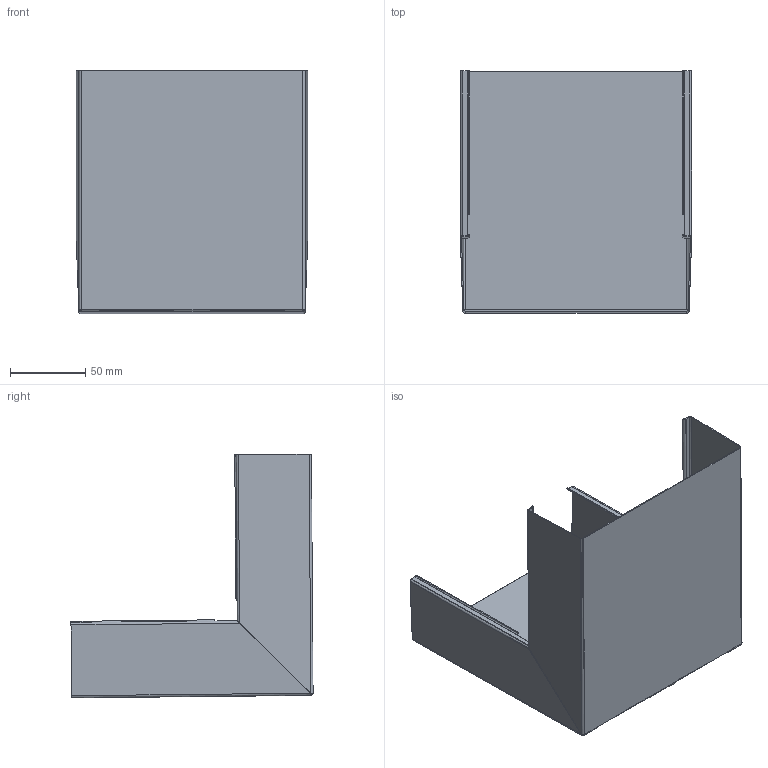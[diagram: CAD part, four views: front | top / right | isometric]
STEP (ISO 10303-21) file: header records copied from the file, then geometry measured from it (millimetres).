
FILE_DESCRIPTION (( 'STEP AP214' ), '1' );
FILE_NAME ('6249647.stp', '2016-10-03T13:17:56', ( '' ), ( '' ), 'SwSTEP 2.0', 'SolidWorks 2014', '' );
FILE_SCHEMA (( 'AUTOMOTIVE_DESIGN' ));
Length unit declared in the file: millimetre
Products named in the file (1): 6249647
Bounding box: 153.32 x 160.51 x 161.66 mm (x, y, z)
Volume: 57025.5 mm3; surface area: 153167 mm2
Topology: 1 solids, 1 shells, 108 faces, 295 edges, 185 vertices
Faces by surface type: plane 56, cylinder 28, bspline 24
Entity records: 10232 total; most frequent: CARTESIAN_POINT 6428, ORIENTED_EDGE 590, DIRECTION 489, EDGE_CURVE 295, VERTEX_POINT 185, LINE 183, VECTOR 183, AXIS2_PLACEMENT_3D 153
